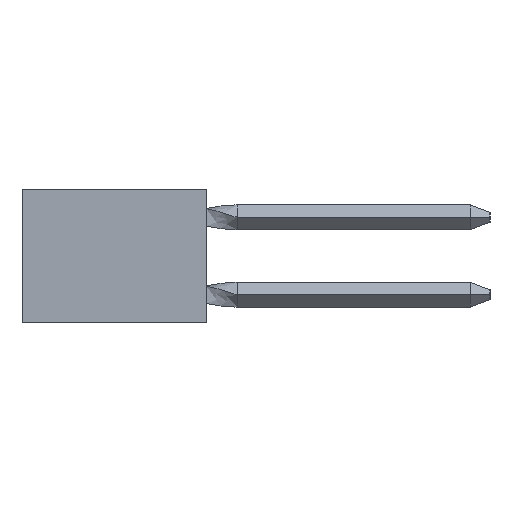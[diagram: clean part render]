
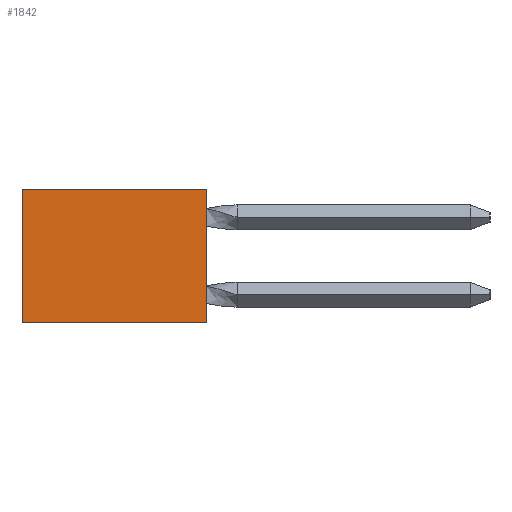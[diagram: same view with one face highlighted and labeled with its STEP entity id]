
A CAD part, left-side view. The second image highlights one B-rep face of the part: STEP entity #1842.
In plain terms, the highlighted planar face has unit normal (-1, 0, 0).
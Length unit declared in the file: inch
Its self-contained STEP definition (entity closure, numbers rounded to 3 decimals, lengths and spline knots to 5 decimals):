
#1521 = AXIS2_PLACEMENT_3D ( 'NONE', #11016, #21748, #4740 ) ;
#1842 = ADVANCED_FACE ( 'NONE', ( #43756 ), #35366, .F. ) ;
#2368 = VERTEX_POINT ( 'NONE', #32450 ) ;
#3670 = VERTEX_POINT ( 'NONE', #10773 ) ;
#4109 = CARTESIAN_POINT ( 'NONE',  ( 0.298, 0.473, -0.343 ) ) ;
#4253 = CARTESIAN_POINT ( 'NONE',  ( 0.298, 0.473, -0.343 ) ) ;
#4511 = DIRECTION ( 'NONE',  ( 0., 0., -1. ) ) ;
#4740 = DIRECTION ( 'NONE',  ( 0., 0., -1. ) ) ;
#6358 = CARTESIAN_POINT ( 'NONE',  ( 0.298, 0., 0. ) ) ;
#9915 = VERTEX_POINT ( 'NONE', #6358 ) ;
#10072 = LINE ( 'NONE', #35290, #36447 ) ;
#10263 = EDGE_CURVE ( 'NONE', #3670, #15835, #10072, .T. ) ;
#10397 = VECTOR ( 'NONE', #13866, 39.37008 ) ;
#10773 = CARTESIAN_POINT ( 'NONE',  ( 0.298, 0.473, 0. ) ) ;
#10818 = DIRECTION ( 'NONE',  ( 0., 1., 0. ) ) ;
#11016 = CARTESIAN_POINT ( 'NONE',  ( 0.298, -0.027, 0. ) ) ;
#11482 = LINE ( 'NONE', #4253, #10397 ) ;
#13229 = ORIENTED_EDGE ( 'NONE', *, *, #16254, .F. ) ;
#13866 = DIRECTION ( 'NONE',  ( 0., 1., 0. ) ) ;
#15835 = VERTEX_POINT ( 'NONE', #4109 ) ;
#16254 = EDGE_CURVE ( 'NONE', #2368, #15835, #11482, .T. ) ;
#17763 = DIRECTION ( 'NONE',  ( 0., 0., 1. ) ) ;
#18892 = ORIENTED_EDGE ( 'NONE', *, *, #31917, .T. ) ;
#19421 = EDGE_CURVE ( 'NONE', #2368, #9915, #27269, .T. ) ;
#21748 = DIRECTION ( 'NONE',  ( 1., 0., 0. ) ) ;
#22690 = VECTOR ( 'NONE', #10818, 39.37008 ) ;
#27269 = LINE ( 'NONE', #38496, #28933 ) ;
#27433 = CARTESIAN_POINT ( 'NONE',  ( 0.298, -0.027, 0. ) ) ;
#28933 = VECTOR ( 'NONE', #17763, 39.37008 ) ;
#30931 = ORIENTED_EDGE ( 'NONE', *, *, #19421, .T. ) ;
#31623 = ORIENTED_EDGE ( 'NONE', *, *, #10263, .T. ) ;
#31917 = EDGE_CURVE ( 'NONE', #9915, #3670, #41091, .T. ) ;
#32450 = CARTESIAN_POINT ( 'NONE',  ( 0.298, 0., -0.343 ) ) ;
#35290 = CARTESIAN_POINT ( 'NONE',  ( 0.298, 0.473, 0. ) ) ;
#35366 = PLANE ( 'NONE',  #1521 ) ;
#36447 = VECTOR ( 'NONE', #4511, 39.37008 ) ;
#36646 = EDGE_LOOP ( 'NONE', ( #30931, #18892, #31623, #13229 ) ) ;
#38496 = CARTESIAN_POINT ( 'NONE',  ( 0.298, 0., -0.343 ) ) ;
#41091 = LINE ( 'NONE', #27433, #22690 ) ;
#43756 = FACE_OUTER_BOUND ( 'NONE', #36646, .T. ) ;
